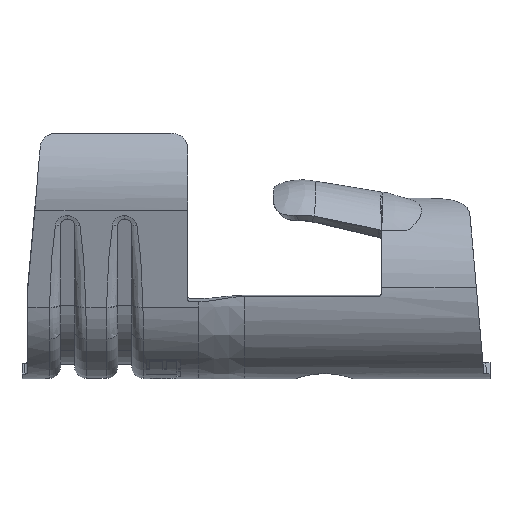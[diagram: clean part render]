
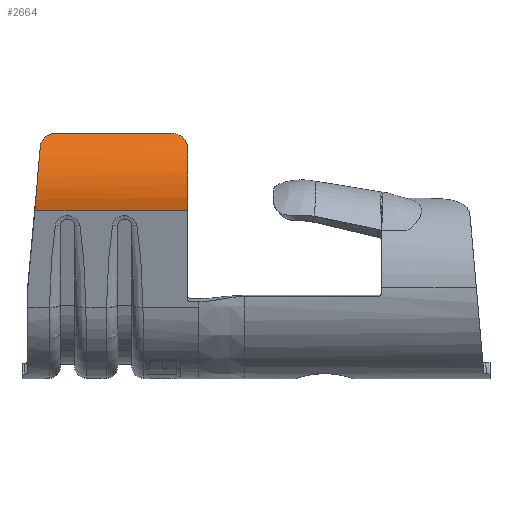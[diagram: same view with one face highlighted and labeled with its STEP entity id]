
A CAD part, top view. The second image highlights one B-rep face of the part: STEP entity #2664.
In plain terms, the highlighted cylindrical face has radius 3.556 mm (diameter 7.112 mm), a partial arc.
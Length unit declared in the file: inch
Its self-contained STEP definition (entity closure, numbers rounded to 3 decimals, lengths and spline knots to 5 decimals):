
#128 = CIRCLE ( 'NONE', #6145, 0.14 ) ;
#416 = EDGE_CURVE ( 'NONE', #5518, #11448, #128, .T. ) ;
#429 = CARTESIAN_POINT ( 'NONE',  ( 0.04283, 0.25895, 0.17521 ) ) ;
#639 = CARTESIAN_POINT ( 'NONE',  ( 0.27848, 0.24333, 0.18838 ) ) ;
#1308 = DIRECTION ( 'NONE',  ( 1., 0., 0. ) ) ;
#1468 = CARTESIAN_POINT ( 'NONE',  ( 0.04982, 0.25995, 0.17422 ) ) ;
#1673 = CARTESIAN_POINT ( 'NONE',  ( 0.27998, 0.23657, 0.19299 ) ) ;
#1748 = CARTESIAN_POINT ( 'NONE',  ( 0.2513, 0.25997, 0.1742 ) ) ;
#1812 = DIRECTION ( 'NONE',  ( -1., 0., 0. ) ) ;
#2130 = VECTOR ( 'NONE', #1812, 39.37008 ) ;
#2236 = CARTESIAN_POINT ( 'NONE',  ( 0.01256, 0.12438, 0.21008 ) ) ;
#2255 = CARTESIAN_POINT ( 'NONE',  ( 0.28, 0.16118, 0.075 ) ) ;
#2317 = ORIENTED_EDGE ( 'NONE', *, *, #10013, .T. ) ;
#2345 = FACE_OUTER_BOUND ( 'NONE', #2713, .T. ) ;
#2581 = CARTESIAN_POINT ( 'NONE',  ( 0.0221, 0.23708, 0.19264 ) ) ;
#2664 = ADVANCED_FACE ( 'NONE', ( #2345 ), #6605, .T. ) ;
#2713 = EDGE_LOOP ( 'NONE', ( #2767, #6951, #7539, #13483, #2776, #2317 ) ) ;
#2737 = VERTEX_POINT ( 'NONE', #5704 ) ;
#2767 = ORIENTED_EDGE ( 'NONE', *, *, #4703, .T. ) ;
#2776 = ORIENTED_EDGE ( 'NONE', *, *, #416, .T. ) ;
#2784 = CARTESIAN_POINT ( 'NONE',  ( 0.25484, 0.25972, 0.17445 ) ) ;
#2983 = B_SPLINE_CURVE_WITH_KNOTS ( 'NONE', 3,
 ( #11258, #1673, #5943, #10212, #639, #4885, #9152, #13416, #3822, #8099, #12368, #2784, #7047, #11336, #1748, #6010 ),
 .UNSPECIFIED., .F., .F.,
 ( 4, 2, 2, 2, 2, 2, 2, 4 ),
 ( 0., 0.125, 0.25, 0.5, 0.75, 0.875, 0.9375, 1. ),
 .UNSPECIFIED. ) ;
#3287 = CARTESIAN_POINT ( 'NONE',  ( 0.01892, 0.20193, 0.21036 ) ) ;
#3488 = VERTEX_POINT ( 'NONE', #6155 ) ;
#3620 = CARTESIAN_POINT ( 'NONE',  ( 0.02672, 0.24929, 0.18385 ) ) ;
#3822 = CARTESIAN_POINT ( 'NONE',  ( 0.2651, 0.25708, 0.17701 ) ) ;
#3970 = LINE ( 'NONE', #8245, #13526 ) ;
#4654 = EDGE_CURVE ( 'NONE', #5518, #2737, #7120, .T. ) ;
#4669 = CARTESIAN_POINT ( 'NONE',  ( 0.03767, 0.25739, 0.17671 ) ) ;
#4671 = B_SPLINE_CURVE_WITH_KNOTS ( 'NONE', 3,
 ( #8589, #12866, #3287, #7545, #11822, #2236 ),
 .UNSPECIFIED., .F., .F.,
 ( 4, 2, 4 ),
 ( 0., 0.5, 1. ),
 .UNSPECIFIED. ) ;
#4703 = EDGE_CURVE ( 'NONE', #12088, #8977, #3970, .T. ) ;
#4885 = CARTESIAN_POINT ( 'NONE',  ( 0.27619, 0.24809, 0.18483 ) ) ;
#5518 = VERTEX_POINT ( 'NONE', #5684 ) ;
#5566 = DIRECTION ( 'NONE',  ( 0., 1., 0. ) ) ;
#5684 = CARTESIAN_POINT ( 'NONE',  ( 0.28, 0.12438, 0.21008 ) ) ;
#5704 = CARTESIAN_POINT ( 'NONE',  ( 0.01256, 0.12438, 0.21008 ) ) ;
#5732 = CARTESIAN_POINT ( 'NONE',  ( 0.04793, 0.25981, 0.17435 ) ) ;
#5943 = CARTESIAN_POINT ( 'NONE',  ( 0.27978, 0.23835, 0.19183 ) ) ;
#6010 = CARTESIAN_POINT ( 'NONE',  ( 0.25, 0.26, 0.17417 ) ) ;
#6145 = AXIS2_PLACEMENT_3D ( 'NONE', #2255, #6512, #10800 ) ;
#6155 = CARTESIAN_POINT ( 'NONE',  ( 0.0221, 0.23708, 0.19264 ) ) ;
#6512 = DIRECTION ( 'NONE',  ( -1., 0., 0. ) ) ;
#6605 = CYLINDRICAL_SURFACE ( 'NONE', #6611, 0.14 ) ;
#6611 = AXIS2_PLACEMENT_3D ( 'NONE', #10893, #1308, #5566 ) ;
#6951 = ORIENTED_EDGE ( 'NONE', *, *, #11714, .T. ) ;
#7020 = CARTESIAN_POINT ( 'NONE',  ( 0.05199, 0.26, 0.17417 ) ) ;
#7047 = CARTESIAN_POINT ( 'NONE',  ( 0.25386, 0.25982, 0.17434 ) ) ;
#7092 = CARTESIAN_POINT ( 'NONE',  ( 0.25, 0.26, 0.17417 ) ) ;
#7120 = LINE ( 'NONE', #11405, #2130 ) ;
#7139 = CARTESIAN_POINT ( 'NONE',  ( 0.28, 0.2347, 0.19414 ) ) ;
#7539 = ORIENTED_EDGE ( 'NONE', *, *, #11610, .T. ) ;
#7545 = CARTESIAN_POINT ( 'NONE',  ( 0.01574, 0.16324, 0.21635 ) ) ;
#7890 = CARTESIAN_POINT ( 'NONE',  ( 0.0235, 0.24371, 0.18814 ) ) ;
#8099 = CARTESIAN_POINT ( 'NONE',  ( 0.25967, 0.25882, 0.17533 ) ) ;
#8245 = CARTESIAN_POINT ( 'NONE',  ( -0.71159, 0.26, 0.17417 ) ) ;
#8589 = CARTESIAN_POINT ( 'NONE',  ( 0.0221, 0.23708, 0.19264 ) ) ;
#8938 = CARTESIAN_POINT ( 'NONE',  ( 0.03447, 0.25584, 0.17818 ) ) ;
#8977 = VERTEX_POINT ( 'NONE', #7020 ) ;
#9152 = CARTESIAN_POINT ( 'NONE',  ( 0.27401, 0.2508, 0.18259 ) ) ;
#9998 = CARTESIAN_POINT ( 'NONE',  ( 0.04475, 0.25936, 0.1748 ) ) ;
#10013 = EDGE_CURVE ( 'NONE', #11448, #12088, #2983, .T. ) ;
#10212 = CARTESIAN_POINT ( 'NONE',  ( 0.27902, 0.24176, 0.1895 ) ) ;
#10800 = DIRECTION ( 'NONE',  ( 0., 1., 0. ) ) ;
#10893 = CARTESIAN_POINT ( 'NONE',  ( -0.71159, 0.16118, 0.075 ) ) ;
#11053 = CARTESIAN_POINT ( 'NONE',  ( 0.05199, 0.26, 0.17417 ) ) ;
#11258 = CARTESIAN_POINT ( 'NONE',  ( 0.28, 0.2347, 0.19414 ) ) ;
#11336 = CARTESIAN_POINT ( 'NONE',  ( 0.25233, 0.25993, 0.17424 ) ) ;
#11405 = CARTESIAN_POINT ( 'NONE',  ( 0.28, 0.12438, 0.21008 ) ) ;
#11448 = VERTEX_POINT ( 'NONE', #7139 ) ;
#11610 = EDGE_CURVE ( 'NONE', #3488, #2737, #4671, .T. ) ;
#11714 = EDGE_CURVE ( 'NONE', #8977, #3488, #12378, .T. ) ;
#11822 = CARTESIAN_POINT ( 'NONE',  ( 0.01415, 0.14327, 0.21522 ) ) ;
#12088 = VERTEX_POINT ( 'NONE', #7092 ) ;
#12162 = CARTESIAN_POINT ( 'NONE',  ( 0.0225, 0.24059, 0.19038 ) ) ;
#12368 = CARTESIAN_POINT ( 'NONE',  ( 0.25777, 0.25927, 0.17489 ) ) ;
#12378 = B_SPLINE_CURVE_WITH_KNOTS ( 'NONE', 3,
 ( #11053, #1468, #5732, #9998, #429, #4669, #8938, #13208, #3620, #7890, #12162, #2581 ),
 .UNSPECIFIED., .F., .F.,
 ( 4, 2, 2, 2, 2, 4 ),
 ( 0., 0.125, 0.25, 0.5, 0.75, 1. ),
 .UNSPECIFIED. ) ;
#12517 = DIRECTION ( 'NONE',  ( -1., 0., 0. ) ) ;
#12866 = CARTESIAN_POINT ( 'NONE',  ( 0.02051, 0.22063, 0.20325 ) ) ;
#13208 = CARTESIAN_POINT ( 'NONE',  ( 0.02897, 0.25178, 0.18177 ) ) ;
#13416 = CARTESIAN_POINT ( 'NONE',  ( 0.26841, 0.25535, 0.17864 ) ) ;
#13483 = ORIENTED_EDGE ( 'NONE', *, *, #4654, .F. ) ;
#13526 = VECTOR ( 'NONE', #12517, 39.37008 ) ;
